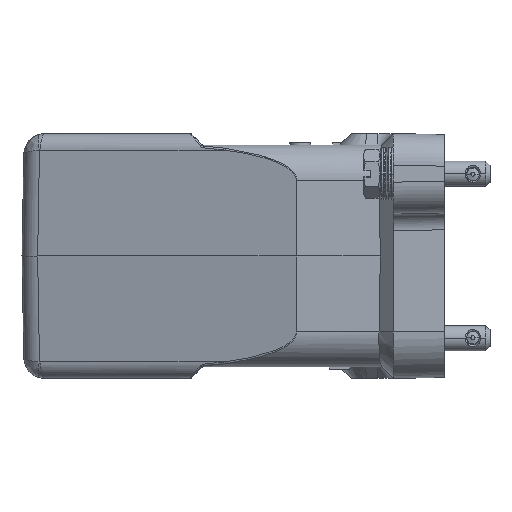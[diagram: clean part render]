
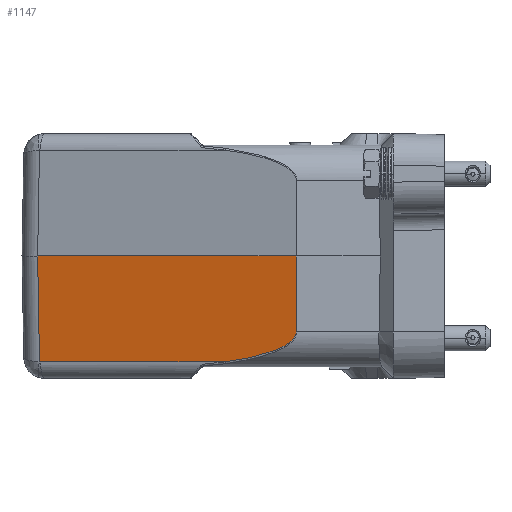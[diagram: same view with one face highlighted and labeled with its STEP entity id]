
A CAD part, left-side view. The second image highlights one B-rep face of the part: STEP entity #1147.
In plain terms, the highlighted planar face has unit normal (-0.966, 0.259, -0.018).
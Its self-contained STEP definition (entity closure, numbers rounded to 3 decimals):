
#537=PLANE('',#13978);
#1147=ADVANCED_FACE('NONE',(#2085),#537,.T.);
#2085=FACE_OUTER_BOUND('',#2847,.T.);
#2847=EDGE_LOOP('',(#6296,#6297,#6298,#6299,#6300,#6301));
#3599=B_SPLINE_CURVE_WITH_KNOTS('',3,(#24540,#24541,#24542,#24543,#24544,
#24545,#24546,#24547,#24548,#24549,#24550,#24551,#24552,#24553,#24554,#24555,
#24556,#24557,#24558,#24559),.UNSPECIFIED.,.F.,.F.,(4,2,2,2,2,2,2,2,2,4),
(0.,0.031,0.062,0.125,0.187,
0.25,0.375,0.5,0.75,
1.),.UNSPECIFIED.);
#3643=B_SPLINE_CURVE_WITH_KNOTS('',3,(#25390,#25391,#25392,#25393),
 .UNSPECIFIED.,.F.,.F.,(4,4),(0.,1.),.UNSPECIFIED.);
#6296=ORIENTED_EDGE('',*,*,#10696,.T.);
#6297=ORIENTED_EDGE('',*,*,#10697,.T.);
#6298=ORIENTED_EDGE('',*,*,#10698,.T.);
#6299=ORIENTED_EDGE('',*,*,#10692,.F.);
#6300=ORIENTED_EDGE('',*,*,#10605,.F.);
#6301=ORIENTED_EDGE('',*,*,#10699,.T.);
#8969=VERTEX_POINT('',#24506);
#8970=VERTEX_POINT('',#24539);
#9033=VERTEX_POINT('',#25351);
#9036=VERTEX_POINT('',#25386);
#9037=VERTEX_POINT('',#25387);
#9038=VERTEX_POINT('',#25389);
#10605=EDGE_CURVE('NONE',#8970,#8969,#3599,.T.);
#10692=EDGE_CURVE('NONE',#8969,#9033,#12078,.T.);
#10696=EDGE_CURVE('NONE',#9036,#9037,#12079,.T.);
#10697=EDGE_CURVE('NONE',#9037,#9038,#12080,.T.);
#10698=EDGE_CURVE('NONE',#9038,#9033,#3643,.T.);
#10699=EDGE_CURVE('NONE',#8970,#9036,#12081,.T.);
#12078=LINE('',#25350,#13026);
#12079=LINE('',#25385,#13027);
#12080=LINE('',#25388,#13028);
#12081=LINE('',#25394,#13029);
#13026=VECTOR('',#16025,1.);
#13027=VECTOR('',#16028,1.);
#13028=VECTOR('',#16029,1.);
#13029=VECTOR('',#16030,1.);
#13978=AXIS2_PLACEMENT_3D('',#25395,#16031,#16032);
#16025=DIRECTION('',(0.259,0.966,0.));
#16028=DIRECTION('',(0.259,0.966,0.));
#16029=DIRECTION('',(0.013,-0.017,-1.));
#16030=DIRECTION('',(-0.017,0.002,1.));
#16031=DIRECTION('',(-0.966,0.259,-0.017));
#16032=DIRECTION('',(-0.259,-0.966,0.));
#24506=CARTESIAN_POINT('',(-40.029,51.861,-25.07));
#24539=CARTESIAN_POINT('',(-44.67,35.022,-17.948));
#24540=CARTESIAN_POINT('',(-44.67,35.022,-17.948));
#24541=CARTESIAN_POINT('',(-44.666,35.022,-18.152));
#24542=CARTESIAN_POINT('',(-44.655,35.051,-18.355));
#24543=CARTESIAN_POINT('',(-44.618,35.16,-18.745));
#24544=CARTESIAN_POINT('',(-44.594,35.24,-18.933));
#24545=CARTESIAN_POINT('',(-44.506,35.531,-19.465));
#24546=CARTESIAN_POINT('',(-44.431,35.792,-19.777));
#24547=CARTESIAN_POINT('',(-44.266,36.366,-20.338));
#24548=CARTESIAN_POINT('',(-44.177,36.682,-20.587));
#24549=CARTESIAN_POINT('',(-43.993,37.341,-21.042));
#24550=CARTESIAN_POINT('',(-43.897,37.684,-21.249));
#24551=CARTESIAN_POINT('',(-43.604,38.737,-21.823));
#24552=CARTESIAN_POINT('',(-43.402,39.469,-22.146));
#24553=CARTESIAN_POINT('',(-42.993,40.958,-22.724));
#24554=CARTESIAN_POINT('',(-42.785,41.716,-22.977));
#24555=CARTESIAN_POINT('',(-42.158,44.01,-23.663));
#24556=CARTESIAN_POINT('',(-41.735,45.566,-24.024));
#24557=CARTESIAN_POINT('',(-40.884,48.7,-24.629));
#24558=CARTESIAN_POINT('',(-40.457,50.278,-24.872));
#24559=CARTESIAN_POINT('',(-40.029,51.861,-25.07));
#25350=CARTESIAN_POINT('',(-41.972,44.611,-25.07));
#25351=CARTESIAN_POINT('',(-28.305,95.615,-25.07));
#25385=CARTESIAN_POINT('',(-27.583,100.,0.));
#25386=CARTESIAN_POINT('',(-44.983,35.064,0.));
#25387=CARTESIAN_POINT('',(-28.576,96.295,0.));
#25388=CARTESIAN_POINT('',(-28.576,96.295,0.));
#25389=CARTESIAN_POINT('',(-28.241,95.857,-25.04));
#25390=CARTESIAN_POINT('',(-28.241,95.857,-25.04));
#25391=CARTESIAN_POINT('',(-28.262,95.778,-25.06));
#25392=CARTESIAN_POINT('',(-28.283,95.698,-25.07));
#25393=CARTESIAN_POINT('',(-28.305,95.615,-25.07));
#25394=CARTESIAN_POINT('',(-44.67,35.022,-17.948));
#25395=CARTESIAN_POINT('',(-27.583,100.,0.));
